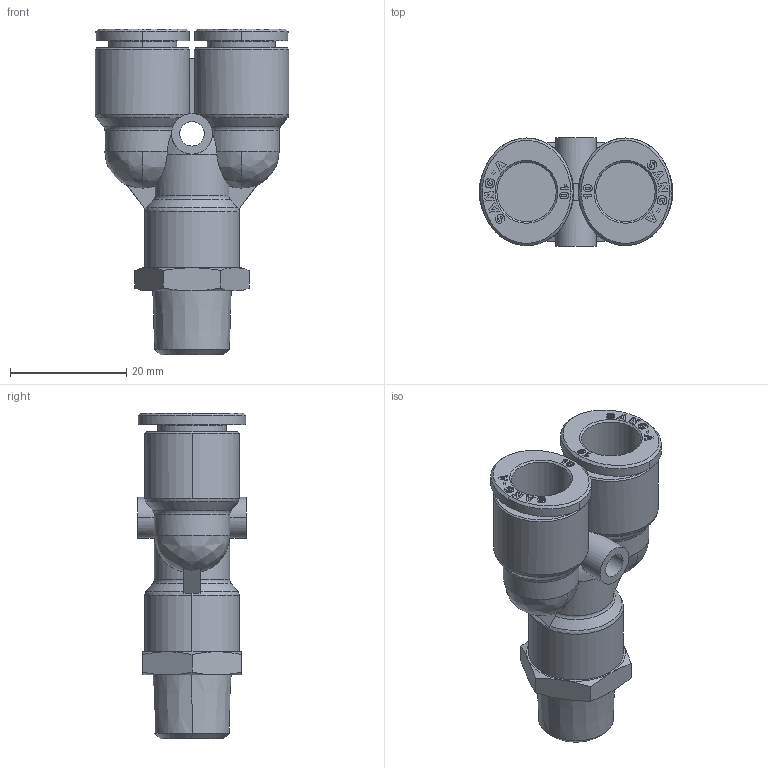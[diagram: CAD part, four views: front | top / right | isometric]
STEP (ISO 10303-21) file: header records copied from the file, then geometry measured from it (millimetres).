
FILE_DESCRIPTION (( 'STEP AP214' ), '1' );
FILE_NAME ('PWT10-02.stp', '2015-10-07T08:02:40', ( '' ), ( '' ), 'SwSTEP 2.0', 'SolidWorks 2015', '' );
FILE_SCHEMA (( 'AUTOMOTIVE_DESIGN' ));
Length unit declared in the file: millimetre
Products named in the file (2): ｦ+ﾃｦ1_1; PWT10-02
Assembly tree (1 placements, depth 2):
  PWT10-02
    ｦ+ﾃｦ1_1
Bounding box: 33.3 x 18.7 x 56 mm (x, y, z)
Volume: 11208 mm3; surface area: 7091.8 mm2
Topology: 1 solids, 1 shells, 888 faces, 2535 edges, 1680 vertices
Faces by surface type: plane 785, cone 35, bspline 33, cylinder 29, torus 6
Entity records: 31316 total; most frequent: CARTESIAN_POINT 7338, ORIENTED_EDGE 5070, DIRECTION 4244, EDGE_CURVE 2535, VECTOR 2276, LINE 2276, VERTEX_POINT 1680, AXIS2_PLACEMENT_3D 984
